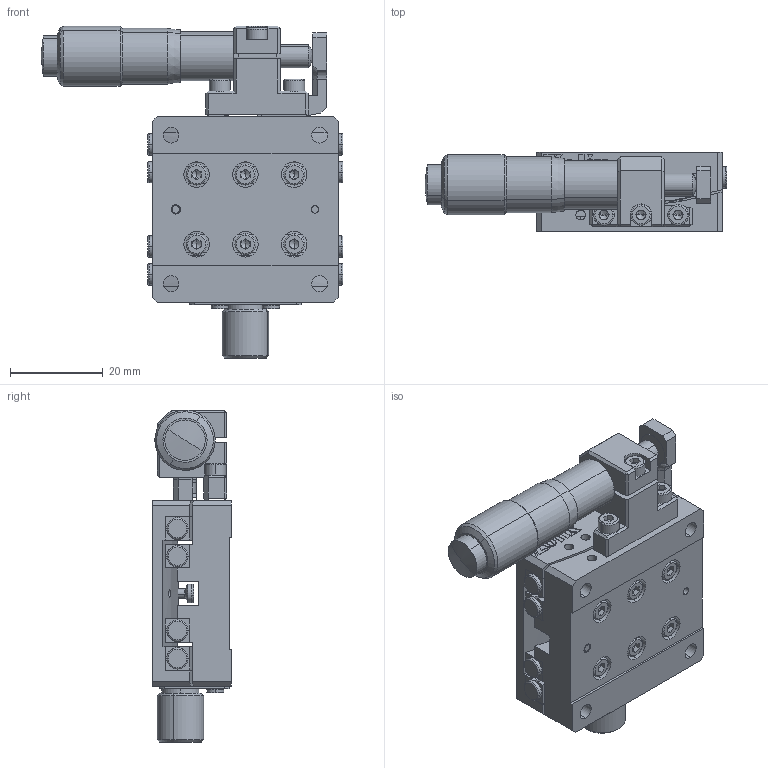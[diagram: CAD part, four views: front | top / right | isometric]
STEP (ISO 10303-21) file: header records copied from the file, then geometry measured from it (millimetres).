
FILE_DESCRIPTION (( 'STEP AP203' ), '1' );
FILE_NAME ('MGON57-40SR(AP203).STEP', '2019-11-10T02:14:54', ( '' ), ( '' ), 'SwSTEP 2.0', 'SolidWorks 2017', '' );
FILE_SCHEMA (( 'CONFIG_CONTROL_DESIGN' ));
Length unit declared in the file: millimetre
Products named in the file (1): MGON57-40SR(AP203)
Bounding box: 65 x 17 x 71.5 mm (x, y, z)
Surface area: 18496.4 mm2 (no closed solid volume)
Topology: 0 solids, 43 shells, 717 faces, 2365 edges, 1603 vertices
Faces by surface type: plane 415, cylinder 174, cone 68, torus 54, sphere 6
Entity records: 26491 total; most frequent: CARTESIAN_POINT 5835, DIRECTION 4415, ORIENTED_EDGE 3813, EDGE_CURVE 2331, VERTEX_POINT 1603, AXIS2_PLACEMENT_3D 1473, VECTOR 1469, LINE 1469
